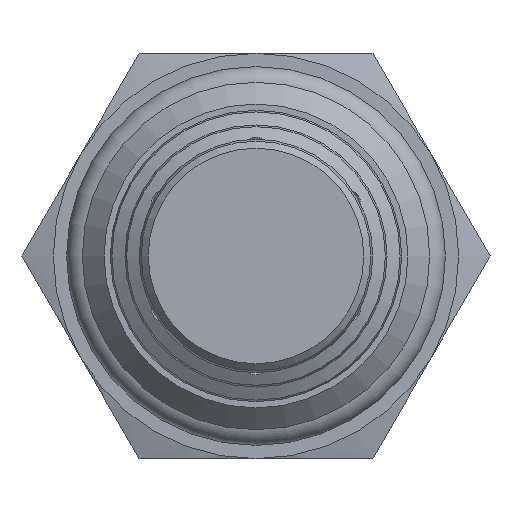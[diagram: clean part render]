
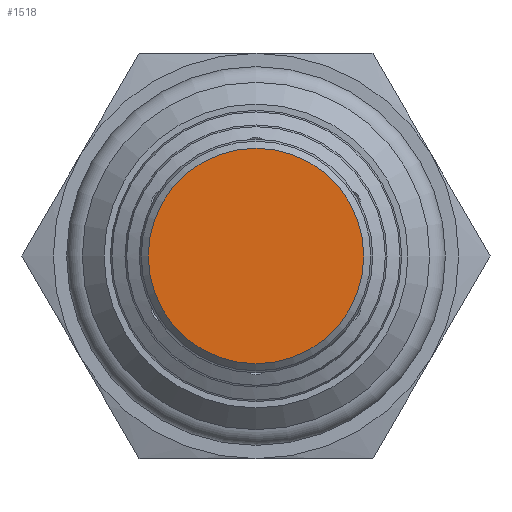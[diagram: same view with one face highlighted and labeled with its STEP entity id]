
A CAD part, front view. The second image highlights one B-rep face of the part: STEP entity #1518.
In plain terms, the highlighted planar face has unit normal (0, -1, 0).
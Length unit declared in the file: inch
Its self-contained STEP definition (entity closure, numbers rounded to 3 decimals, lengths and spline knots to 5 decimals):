
#1498=CARTESIAN_POINT('',(0.,-2.54525,-0.23275));
#1499=VERTEX_POINT('',#1498);
#1500=CARTESIAN_POINT('',(0.0,-2.54525,0.0));
#1501=DIRECTION('',(0.0,1.0,0.0));
#1502=DIRECTION('',(0.0,0.0,1.0));
#1503=AXIS2_PLACEMENT_3D('',#1500,#1501,#1502);
#1504=CIRCLE('',#1503,0.23275);
#1505=EDGE_CURVE('',#1499,#1499,#1504,.T.);
#1510=CARTESIAN_POINT('',(0.0,-2.54525,0.0));
#1511=DIRECTION('',(0.0,-1.0,0.0));
#1512=DIRECTION('',(-1.0,0.0,0.0));
#1513=AXIS2_PLACEMENT_3D('',#1510,#1511,#1512);
#1514=PLANE('',#1513);
#1515=ORIENTED_EDGE('',*,*,#1505,.F.);
#1516=EDGE_LOOP('',(#1515));
#1517=FACE_OUTER_BOUND('',#1516,.T.);
#1518=ADVANCED_FACE('',(#1517),#1514,.T.);
